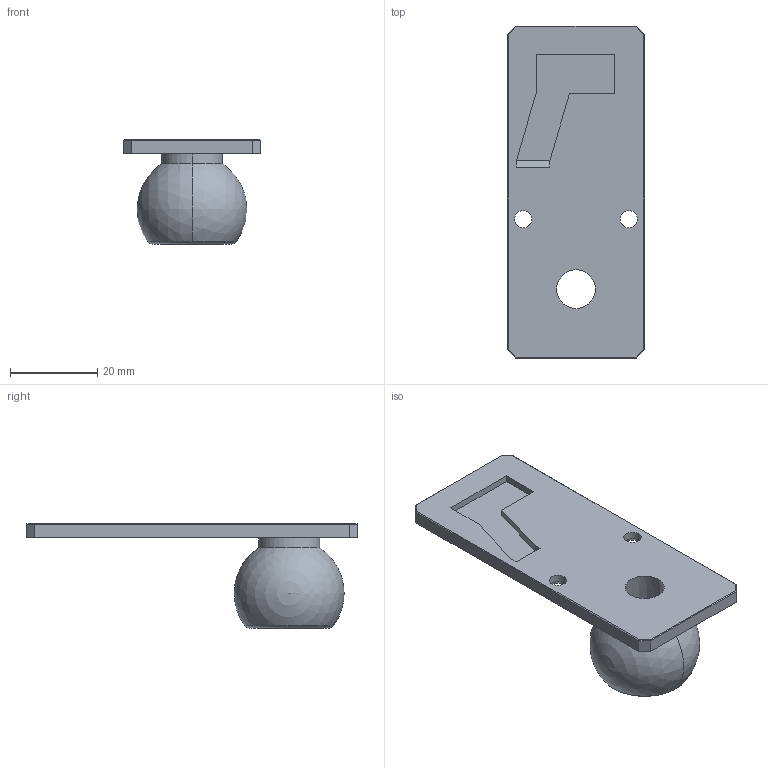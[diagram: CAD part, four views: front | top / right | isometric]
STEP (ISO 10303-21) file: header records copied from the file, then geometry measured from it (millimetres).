
FILE_DESCRIPTION (( 'STEP AP203' ), '1' );
FILE_NAME ('F_001483.STEP', '2022-09-26T11:55:10', ( '' ), ( '' ), 'SwSTEP 2.0', 'SolidWorks 2021', '' );
FILE_SCHEMA (( 'CONFIG_CONTROL_DESIGN' ));
Length unit declared in the file: inch
Products named in the file (1): F_001483
Bounding box: 31.5 x 75.95 x 23.81 mm (x, y, z)
Volume: 12174.3 mm3; surface area: 7902.5 mm2
Topology: 1 solids, 1 shells, 45 faces, 112 edges, 69 vertices
Faces by surface type: plane 29, cone 6, cylinder 6, torus 2, sphere 2
Entity records: 1374 total; most frequent: DIRECTION 229, CARTESIAN_POINT 219, ORIENTED_EDGE 214, EDGE_CURVE 107, VECTOR 77, LINE 77, AXIS2_PLACEMENT_3D 76, VERTEX_POINT 66
